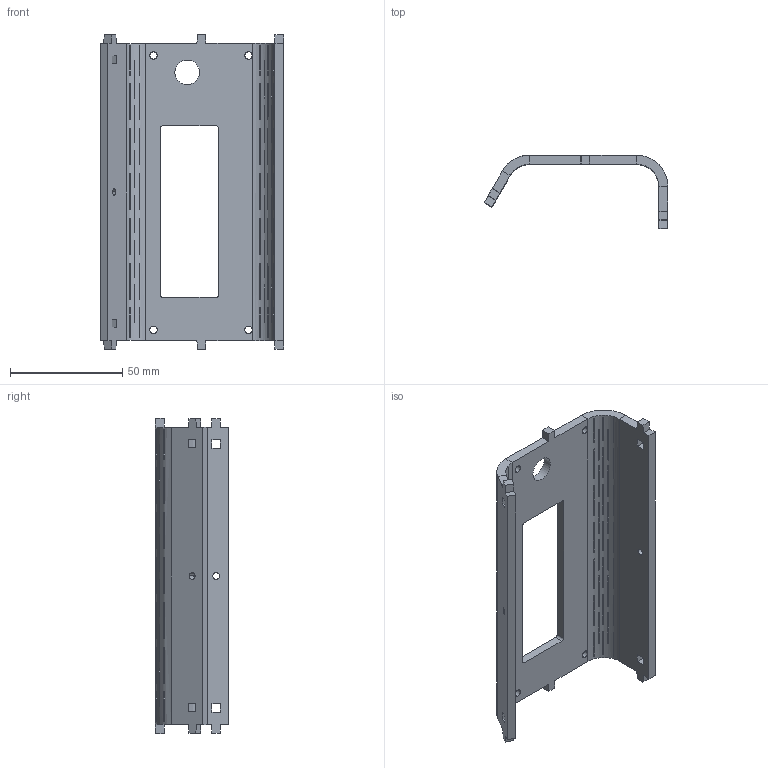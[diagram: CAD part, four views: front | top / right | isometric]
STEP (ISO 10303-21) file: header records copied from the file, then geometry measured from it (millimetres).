
FILE_DESCRIPTION (( 'STEP AP214' ), '1' );
FILE_NAME ('1095-A2P-A.STEP', '2013-05-15T14:48:01', ( '3DAssist' ), ( '' ), 'SwSTEP 2.0', 'SolidWorks 2013', '' );
FILE_SCHEMA (( 'AUTOMOTIVE_DESIGN' ));
Length unit declared in the file: millimetre
Products named in the file (1): 1095-A2P-A
Bounding box: 81.79 x 32.58 x 140.5 mm (x, y, z)
Volume: 50235.1 mm3; surface area: 35643 mm2
Topology: 1 solids, 1 shells, 627 faces, 1789 edges, 1188 vertices
Faces by surface type: plane 407, bspline 215, cylinder 5
Full cylindrical faces by diameter (mm): 11 x1
Entity records: 21844 total; most frequent: CARTESIAN_POINT 6507, ORIENTED_EDGE 3576, DIRECTION 2384, EDGE_CURVE 1788, VERTEX_POINT 1188, LINE 1130, VECTOR 1130, EDGE_LOOP 782
